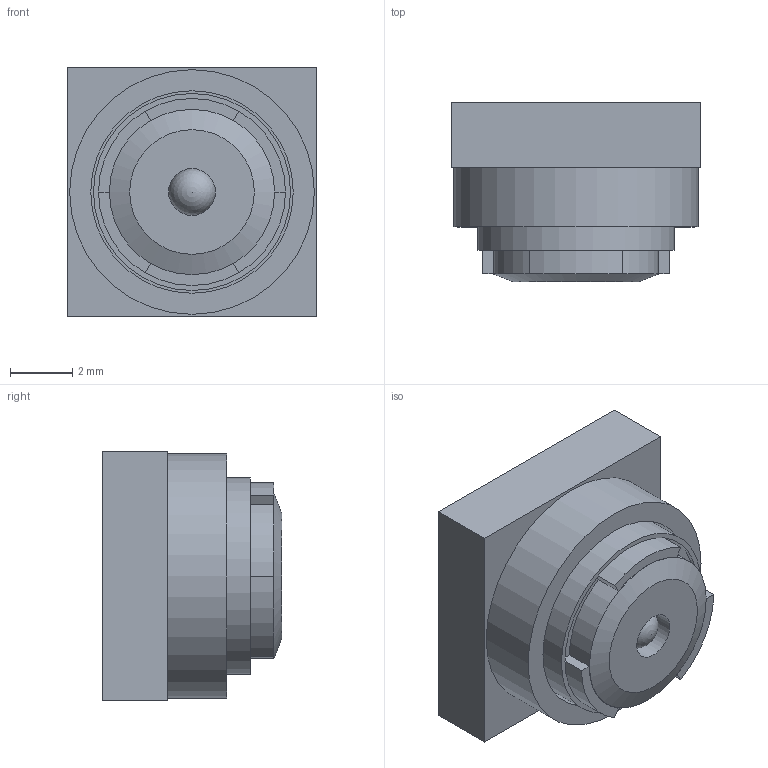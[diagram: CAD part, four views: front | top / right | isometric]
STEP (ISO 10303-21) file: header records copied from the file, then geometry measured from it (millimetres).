
FILE_DESCRIPTION(/* description */ (''),/* implementation_level */ '2;1');
FILE_NAME(/* name */ 'OV2640 v2 v4.step',/* time_stamp */ '2023-03-13T20:13:55-07:00',/* author */ (''),/* organization */ (''),/* preprocessor_version */ 'ST-DEVELOPER v19.2',/* originating_system */ 'Autodesk Translation Framework v11.17.0.187',/* authorisation */ '');
FILE_SCHEMA (('AUTOMOTIVE_DESIGN { 1 0 10303 214 3 1 1 }'));
Length unit declared in the file: millimetre
Products named in the file (1): OV2640 v2
Bounding box: 8 x 5.76 x 8 mm (x, y, z)
Volume: 268.7 mm3; surface area: 388 mm2
Topology: 2 solids, 2 shells, 38 faces, 83 edges, 53 vertices
Faces by surface type: plane 24, cylinder 12, cone 1, sphere 1
Full cylindrical faces by diameter (mm): 1.5 x2, 5.3 x1, 6.32 x1, 6.5 x1, 7.85 x1
Entity records: 1106 total; most frequent: DIRECTION 193, CARTESIAN_POINT 174, ORIENTED_EDGE 164, EDGE_CURVE 82, AXIS2_PLACEMENT_3D 72, VERTEX_POINT 53, LINE 49, VECTOR 49
